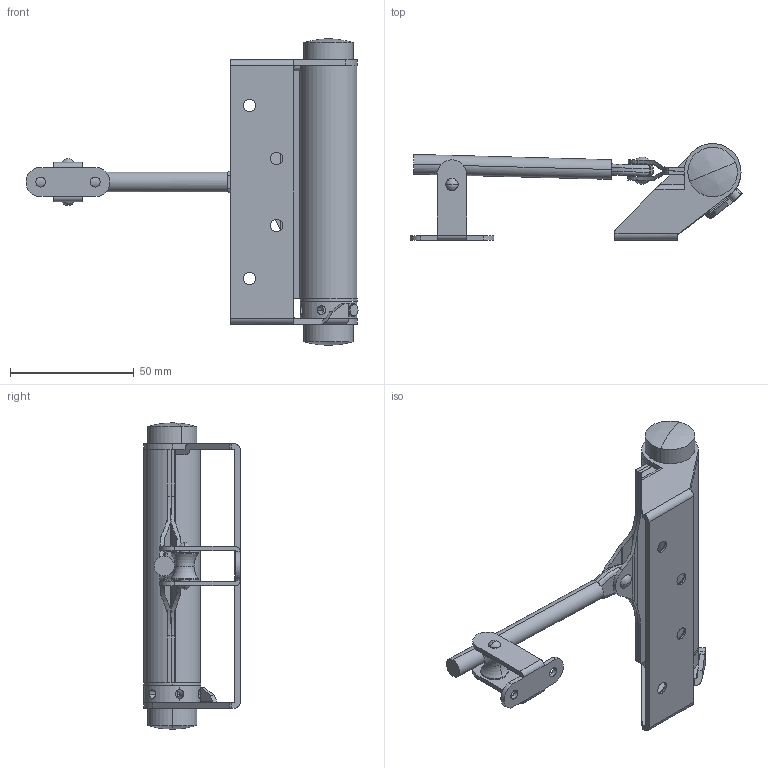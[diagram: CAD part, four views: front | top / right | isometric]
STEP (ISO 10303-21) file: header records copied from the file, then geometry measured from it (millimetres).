
FILE_DESCRIPTION (( 'STEP AP214' ), '1' );
FILE_NAME ('Türschliesser Nr. 2.STEP', '2011-02-10T14:25:25', ( 'Anwender' ), ( '' ), 'SwSTEP 2.0', 'SolidWorks 2010', '' );
FILE_SCHEMA (( 'AUTOMOTIVE_DESIGN' ));
Length unit declared in the file: millimetre
Products named in the file (13): Kunststoffscheibe; Stellring; Sperrstift; Mitnehmerwelle; Deckel; Türschliesser Nr. 2; Gegenhalt; Büchse Nr. 2; Flügel Nr. 2; Welle; Auflagerolle; Halter Rolle; Abroller
Assembly tree (13 placements, depth 3):
  Türschliesser Nr. 2
    Flügel Nr. 2
    Stellring
    Büchse Nr. 2
    Abroller
      Halter Rolle
      Welle
      Auflagerolle
    Deckel  x2
    Mitnehmerwelle
    Gegenhalt
    Sperrstift
    Kunststoffscheibe
Bounding box: 134.33 x 39 x 124 mm (x, y, z)
Volume: 37380.4 mm3; surface area: 38597.5 mm2
Topology: 12 solids, 12 shells, 239 faces, 601 edges, 383 vertices
Faces by surface type: cylinder 115, plane 86, sphere 12, torus 12, cone 10, bspline 4
Entity records: 8723 total; most frequent: CARTESIAN_POINT 2446, DIRECTION 1249, ORIENTED_EDGE 1178, EDGE_CURVE 589, AXIS2_PLACEMENT_3D 485, VERTEX_POINT 378, EDGE_LOOP 279, VECTOR 279
